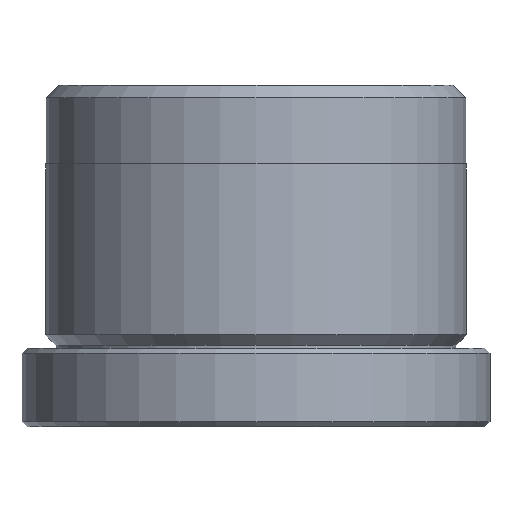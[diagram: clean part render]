
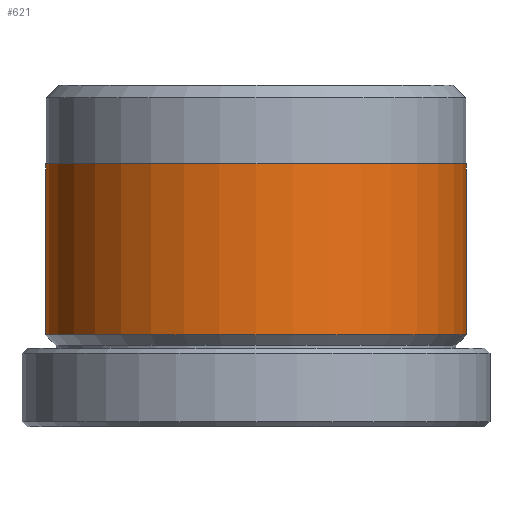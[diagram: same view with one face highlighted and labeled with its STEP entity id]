
A CAD part, front view. The second image highlights one B-rep face of the part: STEP entity #621.
In plain terms, the highlighted cylindrical face has radius 8 mm (diameter 16 mm), a partial arc.
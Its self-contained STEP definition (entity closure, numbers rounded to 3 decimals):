
#74 = VERTEX_POINT ( 'NONE', #1351 ) ;
#151 = CARTESIAN_POINT ( 'NONE',  ( 0., 0., 10. ) ) ;
#155 = EDGE_CURVE ( 'NONE', #74, #565, #1776, .T. ) ;
#243 = CARTESIAN_POINT ( 'NONE',  ( -8., 0., 3.5 ) ) ;
#267 = CYLINDRICAL_SURFACE ( 'NONE', #1344, 8. ) ;
#547 = DIRECTION ( 'NONE',  ( 0., 0., -1. ) ) ;
#565 = VERTEX_POINT ( 'NONE', #1791 ) ;
#621 = ADVANCED_FACE ( 'NONE', ( #995 ), #267, .T. ) ;
#720 = VECTOR ( 'NONE', #1029, 1000. ) ;
#732 = DIRECTION ( 'NONE',  ( 1., 0., 0. ) ) ;
#771 = DIRECTION ( 'NONE',  ( 0., 0., -1. ) ) ;
#809 = EDGE_LOOP ( 'NONE', ( #1777, #1647, #1316, #1000 ) ) ;
#995 = FACE_OUTER_BOUND ( 'NONE', #809, .T. ) ;
#1000 = ORIENTED_EDGE ( 'NONE', *, *, #1101, .F. ) ;
#1029 = DIRECTION ( 'NONE',  ( 0., 0., -1. ) ) ;
#1070 = CARTESIAN_POINT ( 'NONE',  ( 8., 0., 13. ) ) ;
#1101 = EDGE_CURVE ( 'NONE', #1599, #1603, #2153, .T. ) ;
#1268 = CARTESIAN_POINT ( 'NONE',  ( 0., 0., 13. ) ) ;
#1289 = DIRECTION ( 'NONE',  ( -1., 0., 0. ) ) ;
#1316 = ORIENTED_EDGE ( 'NONE', *, *, #1372, .T. ) ;
#1344 = AXIS2_PLACEMENT_3D ( 'NONE', #1268, #547, #1289 ) ;
#1351 = CARTESIAN_POINT ( 'NONE',  ( -8., 0., 10. ) ) ;
#1372 = EDGE_CURVE ( 'NONE', #74, #1603, #2287, .T. ) ;
#1470 = CARTESIAN_POINT ( 'NONE',  ( -8., 0., 13. ) ) ;
#1599 = VERTEX_POINT ( 'NONE', #2186 ) ;
#1603 = VERTEX_POINT ( 'NONE', #243 ) ;
#1647 = ORIENTED_EDGE ( 'NONE', *, *, #155, .F. ) ;
#1708 = VECTOR ( 'NONE', #771, 1000. ) ;
#1731 = LINE ( 'NONE', #1070, #720 ) ;
#1776 = CIRCLE ( 'NONE', #2035, 8. ) ;
#1777 = ORIENTED_EDGE ( 'NONE', *, *, #2201, .F. ) ;
#1791 = CARTESIAN_POINT ( 'NONE',  ( 8., 0., 10. ) ) ;
#1991 = AXIS2_PLACEMENT_3D ( 'NONE', #2237, #2228, #2225 ) ;
#1992 = DIRECTION ( 'NONE',  ( 0., 0., 1. ) ) ;
#2035 = AXIS2_PLACEMENT_3D ( 'NONE', #151, #1992, #732 ) ;
#2153 = CIRCLE ( 'NONE', #1991, 8. ) ;
#2186 = CARTESIAN_POINT ( 'NONE',  ( 8., 0., 3.5 ) ) ;
#2201 = EDGE_CURVE ( 'NONE', #565, #1599, #1731, .T. ) ;
#2225 = DIRECTION ( 'NONE',  ( -1., 0., 0. ) ) ;
#2228 = DIRECTION ( 'NONE',  ( 0., 0., -1. ) ) ;
#2237 = CARTESIAN_POINT ( 'NONE',  ( 0., 0., 3.5 ) ) ;
#2287 = LINE ( 'NONE', #1470, #1708 ) ;
